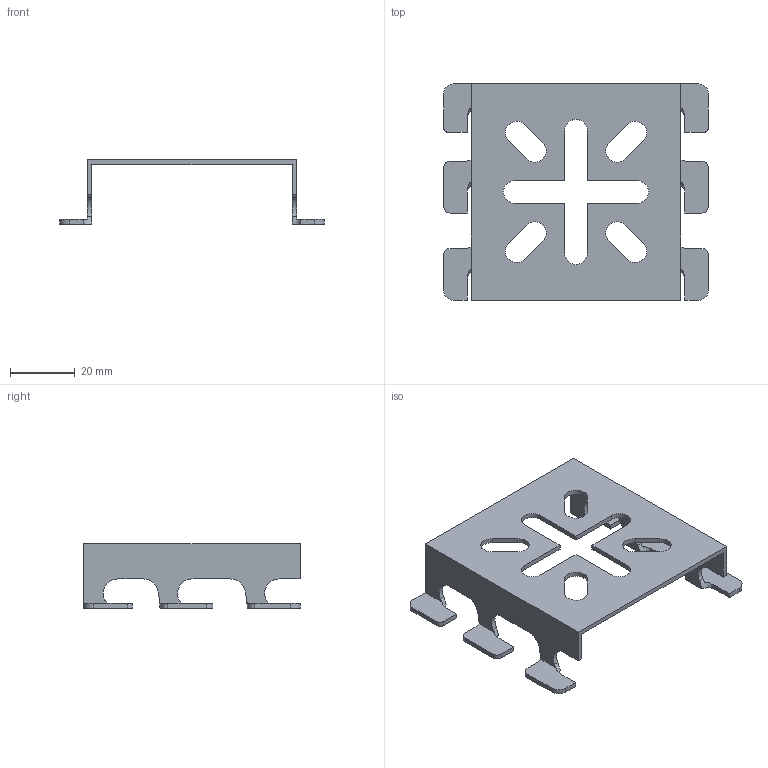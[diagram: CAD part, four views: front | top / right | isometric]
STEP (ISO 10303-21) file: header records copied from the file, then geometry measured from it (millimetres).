
FILE_DESCRIPTION((''),'2;1');
FILE_NAME('6006486','2012-10-01T',('AndreasKeweloh'),(''),'PRO/ENGINEER BY PARAMETRIC TECHNOLOGY CORPORATION, 2012230','PRO/ENGINEER BY PARAMETRIC TECHNOLOGY CORPORATION, 2012230','');
FILE_SCHEMA(('CONFIG_CONTROL_DESIGN'));
Length unit declared in the file: millimetre
Products named in the file (1): 6006486
Bounding box: 82 x 67 x 20 mm (x, y, z)
Volume: 8690 mm3; surface area: 12951 mm2
Topology: 1 solids, 1 shells, 126 faces, 391 edges, 267 vertices
Faces by surface type: plane 72, cylinder 44, bspline 10
Entity records: 4978 total; most frequent: CARTESIAN_POINT 1439, ORIENTED_EDGE 782, DIRECTION 671, EDGE_CURVE 391, VERTEX_POINT 267, VECTOR 263, LINE 263, AXIS2_PLACEMENT_3D 204
